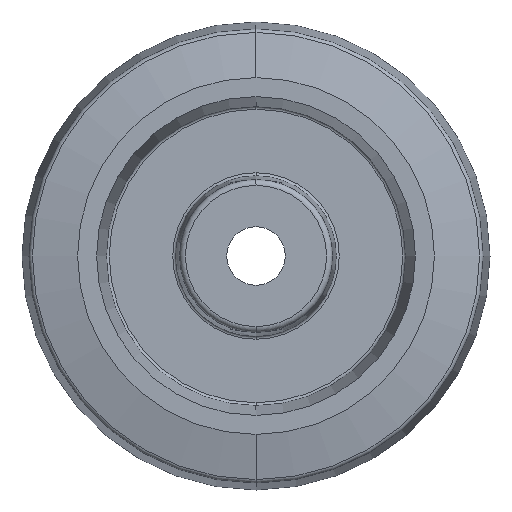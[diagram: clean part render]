
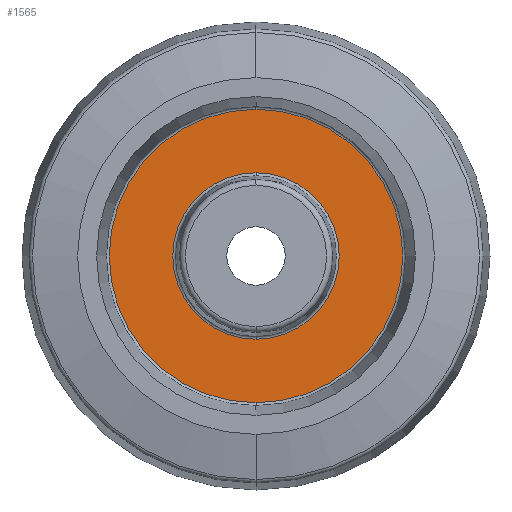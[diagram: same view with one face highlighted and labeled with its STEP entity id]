
A CAD part, left-side view. The second image highlights one B-rep face of the part: STEP entity #1565.
In plain terms, the highlighted planar face has unit normal (-1, 0, 0).
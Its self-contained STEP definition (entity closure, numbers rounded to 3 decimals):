
#57 = DIRECTION ( 'NONE',  ( 0., 0., -1. ) ) ;
#58 = DIRECTION ( 'NONE',  ( -1., 0., 0. ) ) ;
#59 = CARTESIAN_POINT ( 'NONE',  ( -6., 0., 0. ) ) ;
#60 = DIRECTION ( 'NONE',  ( 0., 0., -1. ) ) ;
#61 = DIRECTION ( 'NONE',  ( 1., 0., 0. ) ) ;
#63 = CARTESIAN_POINT ( 'NONE',  ( -6., 0., 0. ) ) ;
#163 = DIRECTION ( 'NONE',  ( 1., 0., 0. ) ) ;
#179 = DIRECTION ( 'NONE',  ( 0., 0., -1. ) ) ;
#182 = CARTESIAN_POINT ( 'NONE',  ( -6., 0., 0. ) ) ;
#312 = DIRECTION ( 'NONE',  ( 0., 0., -1. ) ) ;
#313 = DIRECTION ( 'NONE',  ( -1., 0., 0. ) ) ;
#315 = CARTESIAN_POINT ( 'NONE',  ( -6., 0., 0. ) ) ;
#335 = EDGE_CURVE ( 'NONE', #1433, #1419, #1234, .T. ) ;
#360 = AXIS2_PLACEMENT_3D ( 'NONE', #59, #58, #57 ) ;
#361 = AXIS2_PLACEMENT_3D ( 'NONE', #63, #61, #60 ) ;
#392 = AXIS2_PLACEMENT_3D ( 'NONE', #182, #163, #179 ) ;
#403 = AXIS2_PLACEMENT_3D ( 'NONE', #315, #313, #312 ) ;
#420 = EDGE_CURVE ( 'NONE', #1424, #1383, #1246, .T. ) ;
#467 = EDGE_CURVE ( 'NONE', #1383, #1424, #1198, .T. ) ;
#468 = EDGE_CURVE ( 'NONE', #1419, #1433, #1199, .T. ) ;
#726 = PLANE ( 'NONE',  #1083 ) ;
#733 = CARTESIAN_POINT ( 'NONE',  ( -6., 51., 0. ) ) ;
#734 = DIRECTION ( 'NONE',  ( 1., 0., 0. ) ) ;
#735 = DIRECTION ( 'NONE',  ( 0., 0., -1. ) ) ;
#916 = FACE_BOUND ( 'NONE', #1303, .T. ) ;
#917 = FACE_OUTER_BOUND ( 'NONE', #1308, .T. ) ;
#1083 = AXIS2_PLACEMENT_3D ( 'NONE', #733, #734, #735 ) ;
#1198 = CIRCLE ( 'NONE', #361, 28.439 ) ;
#1199 = CIRCLE ( 'NONE', #360, 50.176 ) ;
#1234 = CIRCLE ( 'NONE', #403, 50.176 ) ;
#1246 = CIRCLE ( 'NONE', #392, 28.439 ) ;
#1303 = EDGE_LOOP ( 'NONE', ( #1507, #1505 ) ) ;
#1308 = EDGE_LOOP ( 'NONE', ( #1504, #1503 ) ) ;
#1383 = VERTEX_POINT ( 'NONE', #1683 ) ;
#1419 = VERTEX_POINT ( 'NONE', #1662 ) ;
#1424 = VERTEX_POINT ( 'NONE', #1651 ) ;
#1433 = VERTEX_POINT ( 'NONE', #1644 ) ;
#1503 = ORIENTED_EDGE ( 'NONE', *, *, #468, .T. ) ;
#1504 = ORIENTED_EDGE ( 'NONE', *, *, #335, .T. ) ;
#1505 = ORIENTED_EDGE ( 'NONE', *, *, #420, .T. ) ;
#1507 = ORIENTED_EDGE ( 'NONE', *, *, #467, .T. ) ;
#1565 = ADVANCED_FACE ( 'NONE', ( #916, #917 ), #726, .F. ) ;
#1644 = CARTESIAN_POINT ( 'NONE',  ( -6., 0., -50.176 ) ) ;
#1651 = CARTESIAN_POINT ( 'NONE',  ( -6., 0., 28.439 ) ) ;
#1662 = CARTESIAN_POINT ( 'NONE',  ( -6., 0., 50.176 ) ) ;
#1683 = CARTESIAN_POINT ( 'NONE',  ( -6., 0., -28.439 ) ) ;
